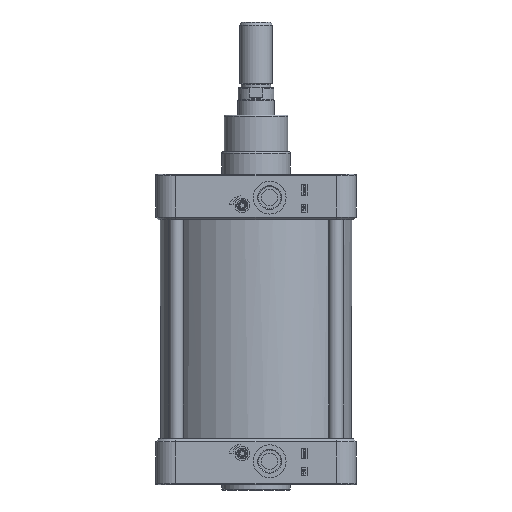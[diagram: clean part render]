
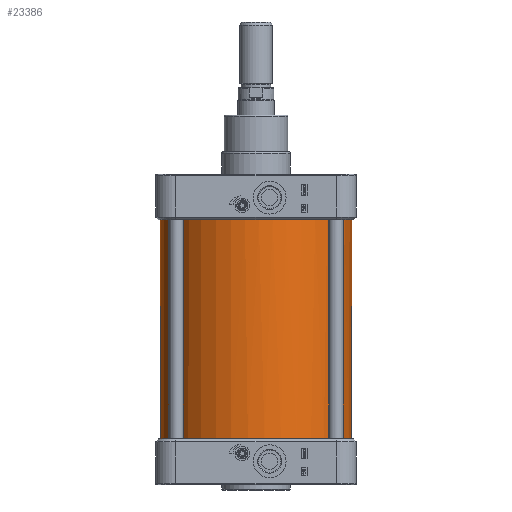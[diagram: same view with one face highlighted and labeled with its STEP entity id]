
A CAD part, front view. The second image highlights one B-rep face of the part: STEP entity #23386.
In plain terms, the highlighted cylindrical face has radius 105 mm (diameter 210 mm), a full revolution.
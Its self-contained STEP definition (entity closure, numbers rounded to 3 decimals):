
#9097=CARTESIAN_POINT('',(-27.0,-101.469,-120.0));
#9098=VERTEX_POINT('',#9097);
#9099=CARTESIAN_POINT('',(0.0,0.0,-120.0));
#9100=DIRECTION('',(0.0,0.0,1.0));
#9101=DIRECTION('',(-1.0,0.0,0.0));
#9102=AXIS2_PLACEMENT_3D('',#9099,#9100,#9101);
#9103=CIRCLE('',#9102,105.0);
#9104=EDGE_CURVE('',#9098,#9098,#9103,.T.);
#23367=CARTESIAN_POINT('',(0.0,0.0,0.0));
#23368=DIRECTION('',(0.0,0.0,1.0));
#23369=DIRECTION('',(-1.0,0.0,0.0));
#23370=AXIS2_PLACEMENT_3D('',#23367,#23368,#23369);
#23371=CYLINDRICAL_SURFACE('',#23370,105.0);
#23372=ORIENTED_EDGE('',*,*,#9104,.T.);
#23373=EDGE_LOOP('',(#23372));
#23374=FACE_OUTER_BOUND('',#23373,.T.);
#23375=CARTESIAN_POINT('',(33.,-99.679,120.0));
#23376=VERTEX_POINT('',#23375);
#23377=CARTESIAN_POINT('',(0.0,0.0,120.0));
#23378=DIRECTION('',(0.0,0.0,-1.0));
#23379=DIRECTION('',(-1.0,0.0,0.0));
#23380=AXIS2_PLACEMENT_3D('',#23377,#23378,#23379);
#23381=CIRCLE('',#23380,105.0);
#23382=EDGE_CURVE('',#23376,#23376,#23381,.T.);
#23383=ORIENTED_EDGE('',*,*,#23382,.T.);
#23384=EDGE_LOOP('',(#23383));
#23385=FACE_BOUND('',#23384,.T.);
#23386=ADVANCED_FACE('',(#23374,#23385),#23371,.T.);
